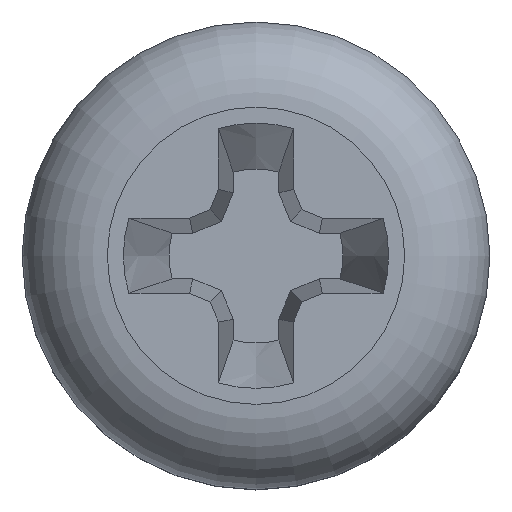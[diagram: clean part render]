
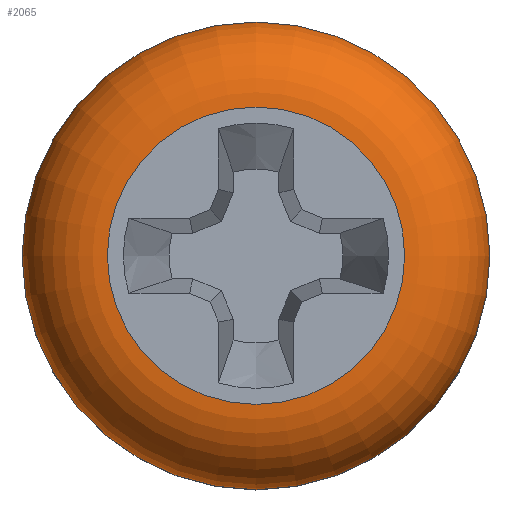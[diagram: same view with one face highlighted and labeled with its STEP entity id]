
A CAD part, top view. The second image highlights one B-rep face of the part: STEP entity #2065.
In plain terms, the highlighted toroidal (fillet/blend) face has major radius 1.78 mm and minor radius 1.02 mm.
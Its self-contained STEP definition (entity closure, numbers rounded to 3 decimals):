
#39=TOROIDAL_SURFACE('',#2203,1.78,1.02);
#213=FACE_OUTER_BOUND('',#323,.T.);
#323=EDGE_LOOP('',(#1590,#1591,#1592,#1593,#1594,#1595,#1596));
#361=CIRCLE('',#2204,2.8);
#362=CIRCLE('',#2205,2.8);
#363=CIRCLE('',#2206,1.02);
#364=CIRCLE('',#2207,1.78);
#365=CIRCLE('',#2208,1.78);
#366=CIRCLE('',#2209,2.8);
#887=VERTEX_POINT('',#11257);
#888=VERTEX_POINT('',#11258);
#889=VERTEX_POINT('',#11260);
#890=VERTEX_POINT('',#11262);
#891=VERTEX_POINT('',#11264);
#1185=EDGE_CURVE('',#887,#888,#361,.T.);
#1186=EDGE_CURVE('',#889,#887,#362,.T.);
#1187=EDGE_CURVE('',#889,#890,#363,.T.);
#1188=EDGE_CURVE('',#890,#891,#364,.T.);
#1189=EDGE_CURVE('',#891,#890,#365,.T.);
#1190=EDGE_CURVE('',#888,#889,#366,.T.);
#1590=ORIENTED_EDGE('',*,*,#1185,.F.);
#1591=ORIENTED_EDGE('',*,*,#1186,.F.);
#1592=ORIENTED_EDGE('',*,*,#1187,.T.);
#1593=ORIENTED_EDGE('',*,*,#1188,.T.);
#1594=ORIENTED_EDGE('',*,*,#1189,.T.);
#1595=ORIENTED_EDGE('',*,*,#1187,.F.);
#1596=ORIENTED_EDGE('',*,*,#1190,.F.);
#2065=ADVANCED_FACE('',(#213),#39,.T.);
#2203=AXIS2_PLACEMENT_3D('',#11256,#2506,#2507);
#2204=AXIS2_PLACEMENT_3D('',#11259,#2508,#2509);
#2205=AXIS2_PLACEMENT_3D('',#11261,#2510,#2511);
#2206=AXIS2_PLACEMENT_3D('',#11263,#2512,#2513);
#2207=AXIS2_PLACEMENT_3D('',#11265,#2514,#2515);
#2208=AXIS2_PLACEMENT_3D('',#11266,#2516,#2517);
#2209=AXIS2_PLACEMENT_3D('',#11267,#2518,#2519);
#2506=DIRECTION('center_axis',(0.,0.,-1.));
#2507=DIRECTION('ref_axis',(0.,1.,0.));
#2508=DIRECTION('center_axis',(0.,0.,-1.));
#2509=DIRECTION('ref_axis',(0.,1.,0.));
#2510=DIRECTION('center_axis',(0.,0.,-1.));
#2511=DIRECTION('ref_axis',(0.,1.,0.));
#2512=DIRECTION('center_axis',(-1.,0.,0.));
#2513=DIRECTION('ref_axis',(0.,-1.,0.));
#2514=DIRECTION('center_axis',(0.,0.,-1.));
#2515=DIRECTION('ref_axis',(0.,1.,0.));
#2516=DIRECTION('center_axis',(0.,0.,-1.));
#2517=DIRECTION('ref_axis',(0.,1.,0.));
#2518=DIRECTION('center_axis',(0.,0.,-1.));
#2519=DIRECTION('ref_axis',(0.,1.,0.));
#11256=CARTESIAN_POINT('Origin',(0.,0.,1.38));
#11257=CARTESIAN_POINT('',(-2.8,0.,1.38));
#11258=CARTESIAN_POINT('',(2.8,0.,1.38));
#11259=CARTESIAN_POINT('Origin',(0.,0.,1.38));
#11260=CARTESIAN_POINT('',(0.,-2.8,1.38));
#11261=CARTESIAN_POINT('Origin',(0.,0.,1.38));
#11262=CARTESIAN_POINT('',(0.,-1.78,2.4));
#11263=CARTESIAN_POINT('Origin',(0.,-1.78,1.38));
#11264=CARTESIAN_POINT('',(0.,1.78,2.4));
#11265=CARTESIAN_POINT('Origin',(0.,0.,2.4));
#11266=CARTESIAN_POINT('Origin',(0.,0.,2.4));
#11267=CARTESIAN_POINT('Origin',(0.,0.,1.38));
